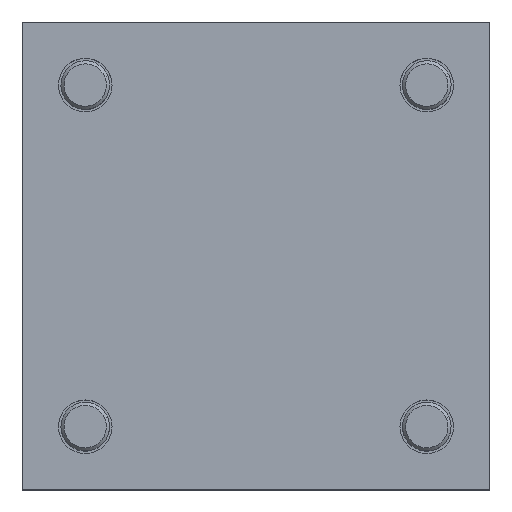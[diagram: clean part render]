
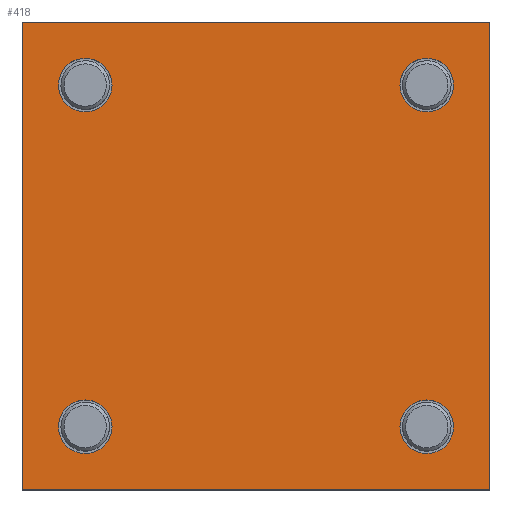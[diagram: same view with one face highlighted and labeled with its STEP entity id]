
A CAD part, top view. The second image highlights one B-rep face of the part: STEP entity #418.
In plain terms, the highlighted planar face has unit normal (0, 0, 1).
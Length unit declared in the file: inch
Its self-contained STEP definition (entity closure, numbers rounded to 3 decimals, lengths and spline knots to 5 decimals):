
#5 = ORIENTED_EDGE ( 'NONE', *, *, #952, .T. ) ;
#25 = VERTEX_POINT ( 'NONE', #1913 ) ;
#86 = DIRECTION ( 'NONE',  ( -1., 0., 0. ) ) ;
#98 = DIRECTION ( 'NONE',  ( 0., -1., 0. ) ) ;
#134 = DIRECTION ( 'NONE',  ( -1., 0., 0. ) ) ;
#155 = CARTESIAN_POINT ( 'NONE',  ( -1.5, 1.5, 0.375 ) ) ;
#159 = LINE ( 'NONE', #553, #1428 ) ;
#181 = DIRECTION ( 'NONE',  ( 0., 0., -1. ) ) ;
#184 = CARTESIAN_POINT ( 'NONE',  ( -1.5, -1.5, 0.375 ) ) ;
#207 = LINE ( 'NONE', #1288, #1598 ) ;
#210 = VERTEX_POINT ( 'NONE', #1835 ) ;
#249 = CARTESIAN_POINT ( 'NONE',  ( 1.095, 1.095, 0.375 ) ) ;
#275 = EDGE_LOOP ( 'NONE', ( #2361, #5 ) ) ;
#292 = VERTEX_POINT ( 'NONE', #1085 ) ;
#297 = EDGE_CURVE ( 'NONE', #2378, #583, #1795, .T. ) ;
#302 = ORIENTED_EDGE ( 'NONE', *, *, #1441, .T. ) ;
#312 = EDGE_CURVE ( 'NONE', #292, #2308, #2689, .T. ) ;
#418 = ADVANCED_FACE ( 'NONE', ( #793, #1419, #1004, #839, #1842 ), #565, .F. ) ;
#446 = CARTESIAN_POINT ( 'NONE',  ( -1.095, -1.095, 0.375 ) ) ;
#474 = DIRECTION ( 'NONE',  ( 0., 0., -1. ) ) ;
#486 = CARTESIAN_POINT ( 'NONE',  ( -0.92313, 1.095, 0.375 ) ) ;
#504 = CIRCLE ( 'NONE', #1388, 0.17187 ) ;
#513 = VECTOR ( 'NONE', #2565, 39.37008 ) ;
#518 = VERTEX_POINT ( 'NONE', #866 ) ;
#532 = CARTESIAN_POINT ( 'NONE',  ( 0.92313, 1.095, 0.375 ) ) ;
#546 = LINE ( 'NONE', #738, #513 ) ;
#553 = CARTESIAN_POINT ( 'NONE',  ( -1.5, -1.5, 0.375 ) ) ;
#565 = PLANE ( 'NONE',  #2593 ) ;
#583 = VERTEX_POINT ( 'NONE', #1313 ) ;
#605 = AXIS2_PLACEMENT_3D ( 'NONE', #1179, #1821, #134 ) ;
#656 = CARTESIAN_POINT ( 'NONE',  ( 1.5, -1.5, 0.375 ) ) ;
#697 = EDGE_CURVE ( 'NONE', #210, #1165, #546, .T. ) ;
#708 = VERTEX_POINT ( 'NONE', #2181 ) ;
#733 = EDGE_CURVE ( 'NONE', #1516, #210, #2589, .T. ) ;
#738 = CARTESIAN_POINT ( 'NONE',  ( -1.5, 1.5, 0.375 ) ) ;
#769 = EDGE_LOOP ( 'NONE', ( #2420, #1145, #1675, #2018 ) ) ;
#779 = CARTESIAN_POINT ( 'NONE',  ( -1.095, -1.095, 0.375 ) ) ;
#786 = CARTESIAN_POINT ( 'NONE',  ( -1.5, 1.5, 0.375 ) ) ;
#793 = FACE_BOUND ( 'NONE', #1245, .T. ) ;
#806 = EDGE_LOOP ( 'NONE', ( #2338, #2538 ) ) ;
#809 = DIRECTION ( 'NONE',  ( -1., 0., 0. ) ) ;
#839 = FACE_BOUND ( 'NONE', #275, .T. ) ;
#866 = CARTESIAN_POINT ( 'NONE',  ( -1.26687, -1.095, 0.375 ) ) ;
#891 = AXIS2_PLACEMENT_3D ( 'NONE', #446, #1756, #86 ) ;
#930 = CARTESIAN_POINT ( 'NONE',  ( 0.92313, -1.095, 0.375 ) ) ;
#952 = EDGE_CURVE ( 'NONE', #25, #518, #1030, .T. ) ;
#964 = CARTESIAN_POINT ( 'NONE',  ( -1.095, 1.095, 0.375 ) ) ;
#973 = DIRECTION ( 'NONE',  ( -1., 0., 0. ) ) ;
#974 = DIRECTION ( 'NONE',  ( -1., 0., 0. ) ) ;
#1004 = FACE_BOUND ( 'NONE', #1928, .T. ) ;
#1026 = ORIENTED_EDGE ( 'NONE', *, *, #297, .T. ) ;
#1030 = CIRCLE ( 'NONE', #891, 0.17187 ) ;
#1085 = CARTESIAN_POINT ( 'NONE',  ( -1.26687, 1.095, 0.375 ) ) ;
#1093 = CARTESIAN_POINT ( 'NONE',  ( 1.095, 1.095, 0.375 ) ) ;
#1115 = CIRCLE ( 'NONE', #2615, 0.17187 ) ;
#1124 = ORIENTED_EDGE ( 'NONE', *, *, #312, .T. ) ;
#1130 = DIRECTION ( 'NONE',  ( 0., 1., 0. ) ) ;
#1142 = EDGE_CURVE ( 'NONE', #1165, #1822, #159, .T. ) ;
#1145 = ORIENTED_EDGE ( 'NONE', *, *, #2566, .T. ) ;
#1156 = EDGE_CURVE ( 'NONE', #2308, #292, #504, .T. ) ;
#1165 = VERTEX_POINT ( 'NONE', #786 ) ;
#1179 = CARTESIAN_POINT ( 'NONE',  ( 1.095, -1.095, 0.375 ) ) ;
#1207 = CIRCLE ( 'NONE', #2406, 0.17187 ) ;
#1215 = VECTOR ( 'NONE', #1130, 39.37008 ) ;
#1245 = EDGE_LOOP ( 'NONE', ( #1124, #2670 ) ) ;
#1288 = CARTESIAN_POINT ( 'NONE',  ( -1.5, -1.5, 0.375 ) ) ;
#1313 = CARTESIAN_POINT ( 'NONE',  ( 1.26687, -1.095, 0.375 ) ) ;
#1357 = CIRCLE ( 'NONE', #1918, 0.17187 ) ;
#1388 = AXIS2_PLACEMENT_3D ( 'NONE', #2015, #2424, #973 ) ;
#1407 = EDGE_CURVE ( 'NONE', #518, #25, #1207, .T. ) ;
#1419 = FACE_BOUND ( 'NONE', #806, .T. ) ;
#1428 = VECTOR ( 'NONE', #98, 39.37008 ) ;
#1441 = EDGE_CURVE ( 'NONE', #583, #2378, #1776, .T. ) ;
#1516 = VERTEX_POINT ( 'NONE', #656 ) ;
#1584 = CARTESIAN_POINT ( 'NONE',  ( 1.5, -1.5, 0.375 ) ) ;
#1598 = VECTOR ( 'NONE', #2296, 39.37008 ) ;
#1605 = AXIS2_PLACEMENT_3D ( 'NONE', #1624, #2692, #809 ) ;
#1619 = VERTEX_POINT ( 'NONE', #532 ) ;
#1624 = CARTESIAN_POINT ( 'NONE',  ( 1.095, -1.095, 0.375 ) ) ;
#1675 = ORIENTED_EDGE ( 'NONE', *, *, #733, .T. ) ;
#1720 = DIRECTION ( 'NONE',  ( -1., 0., 0. ) ) ;
#1756 = DIRECTION ( 'NONE',  ( 0., 0., -1. ) ) ;
#1776 = CIRCLE ( 'NONE', #1605, 0.17187 ) ;
#1795 = CIRCLE ( 'NONE', #605, 0.17187 ) ;
#1821 = DIRECTION ( 'NONE',  ( 0., 0., -1. ) ) ;
#1822 = VERTEX_POINT ( 'NONE', #184 ) ;
#1835 = CARTESIAN_POINT ( 'NONE',  ( 1.5, 1.5, 0.375 ) ) ;
#1842 = FACE_OUTER_BOUND ( 'NONE', #769, .T. ) ;
#1892 = EDGE_CURVE ( 'NONE', #708, #1619, #1357, .T. ) ;
#1913 = CARTESIAN_POINT ( 'NONE',  ( -0.92313, -1.095, 0.375 ) ) ;
#1916 = DIRECTION ( 'NONE',  ( 0., 0., -1. ) ) ;
#1918 = AXIS2_PLACEMENT_3D ( 'NONE', #1093, #474, #1720 ) ;
#1928 = EDGE_LOOP ( 'NONE', ( #1026, #302 ) ) ;
#2015 = CARTESIAN_POINT ( 'NONE',  ( -1.095, 1.095, 0.375 ) ) ;
#2018 = ORIENTED_EDGE ( 'NONE', *, *, #697, .T. ) ;
#2050 = AXIS2_PLACEMENT_3D ( 'NONE', #964, #2213, #974 ) ;
#2099 = DIRECTION ( 'NONE',  ( -1., 0., 0. ) ) ;
#2181 = CARTESIAN_POINT ( 'NONE',  ( 1.26687, 1.095, 0.375 ) ) ;
#2213 = DIRECTION ( 'NONE',  ( 0., 0., -1. ) ) ;
#2263 = DIRECTION ( 'NONE',  ( -1., 0., 0. ) ) ;
#2296 = DIRECTION ( 'NONE',  ( 1., 0., 0. ) ) ;
#2308 = VERTEX_POINT ( 'NONE', #486 ) ;
#2338 = ORIENTED_EDGE ( 'NONE', *, *, #2600, .T. ) ;
#2361 = ORIENTED_EDGE ( 'NONE', *, *, #1407, .T. ) ;
#2378 = VERTEX_POINT ( 'NONE', #930 ) ;
#2406 = AXIS2_PLACEMENT_3D ( 'NONE', #779, #181, #2099 ) ;
#2420 = ORIENTED_EDGE ( 'NONE', *, *, #1142, .T. ) ;
#2424 = DIRECTION ( 'NONE',  ( 0., 0., -1. ) ) ;
#2429 = DIRECTION ( 'NONE',  ( -1., 0., 0. ) ) ;
#2460 = DIRECTION ( 'NONE',  ( 0., 0., -1. ) ) ;
#2538 = ORIENTED_EDGE ( 'NONE', *, *, #1892, .T. ) ;
#2565 = DIRECTION ( 'NONE',  ( -1., 0., 0. ) ) ;
#2566 = EDGE_CURVE ( 'NONE', #1822, #1516, #207, .T. ) ;
#2589 = LINE ( 'NONE', #1584, #1215 ) ;
#2593 = AXIS2_PLACEMENT_3D ( 'NONE', #155, #2460, #2429 ) ;
#2600 = EDGE_CURVE ( 'NONE', #1619, #708, #1115, .T. ) ;
#2615 = AXIS2_PLACEMENT_3D ( 'NONE', #249, #1916, #2263 ) ;
#2670 = ORIENTED_EDGE ( 'NONE', *, *, #1156, .T. ) ;
#2689 = CIRCLE ( 'NONE', #2050, 0.17187 ) ;
#2692 = DIRECTION ( 'NONE',  ( 0., 0., -1. ) ) ;
